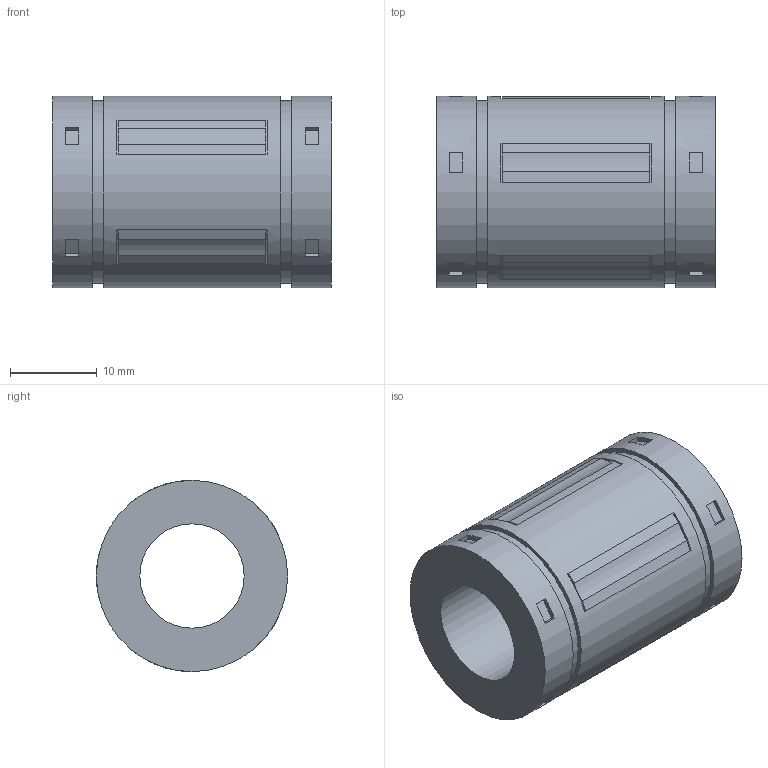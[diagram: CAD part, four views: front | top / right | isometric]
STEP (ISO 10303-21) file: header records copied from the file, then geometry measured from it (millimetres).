
FILE_DESCRIPTION( ( 'STEP AP214' ), '1' );
FILE_NAME( 'TK12UU_2_14.stp', ' ', ( ' ' ), ( ' ' ), 'PSStep 15.0.47', 'PARTsolutions', ' ' );
FILE_SCHEMA( ( 'AUTOMOTIVE_DESIGN { 1 0 10303 214 1 1 1 1 }' ) );
Length unit declared in the file: millimetre
Products named in the file (2): TK12UU; _TK12
Assembly tree (1 placements, depth 2):
  TK12UU
    _TK12
Bounding box: 32 x 22 x 22 mm (x, y, z)
Volume: 8407.3 mm3; surface area: 4155.1 mm2
Topology: 1 solids, 1 shells, 111 faces, 250 edges, 160 vertices
Faces by surface type: plane 90, cylinder 21
Full cylindrical faces by diameter (mm): 12 x1, 21 x2, 22 x3
Entity records: 3984 total; most frequent: DIRECTION 550, CARTESIAN_POINT 517, ORIENTED_EDGE 488, EDGE_CURVE 244, AXIS2_PLACEMENT_3D 193, LINE 164, VECTOR 164, VERTEX_POINT 160
